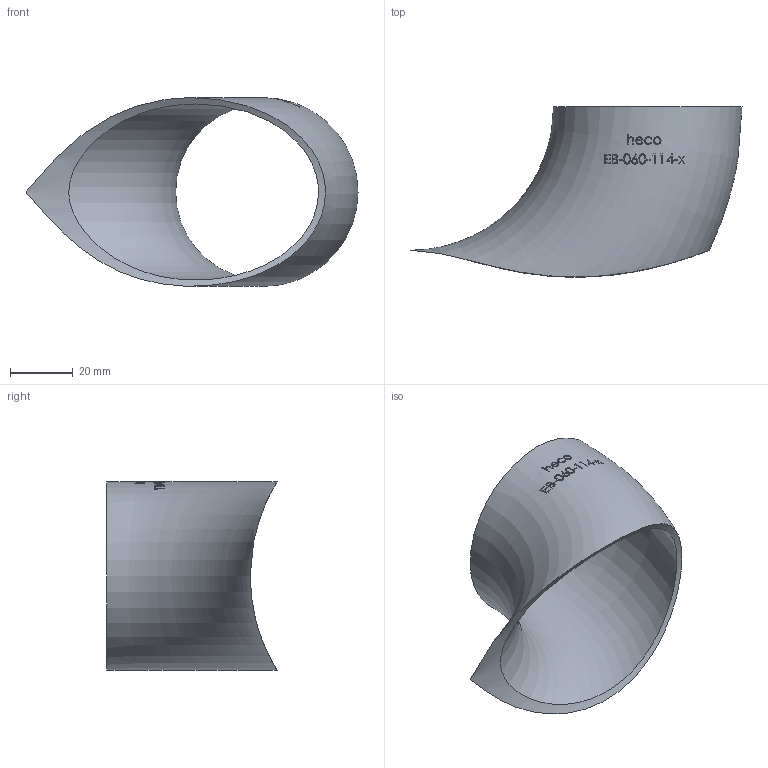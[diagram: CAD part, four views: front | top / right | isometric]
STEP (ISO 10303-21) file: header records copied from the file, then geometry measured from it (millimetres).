
FILE_DESCRIPTION (( 'STEP AP214' ), '1' );
FILE_NAME ('EB-060-114-x Einschweißbogen 1901.STEP', '2019-01-10T09:12:00', ( '' ), ( '' ), 'SwSTEP 2.0', 'SolidWorks 2016', '' );
FILE_SCHEMA (( 'AUTOMOTIVE_DESIGN' ));
Length unit declared in the file: millimetre
Products named in the file (1): EB-060-114-x Einschweißbogen 1901
Bounding box: 106.15 x 54.45 x 60.31 mm (x, y, z)
Volume: 21031 mm3; surface area: 22231.1 mm2
Topology: 1 solids, 1 shells, 185 faces, 485 edges, 324 vertices
Faces by surface type: plane 87, bspline 71, torus 26, cylinder 1
Entity records: 12142 total; most frequent: CARTESIAN_POINT 6401, ORIENTED_EDGE 950, EDGE_CURVE 475, DIRECTION 391, VERTEX_POINT 318, B_SPLINE_CURVE_WITH_KNOTS 316, EDGE_LOOP 213, FACE_OUTER_BOUND 187
